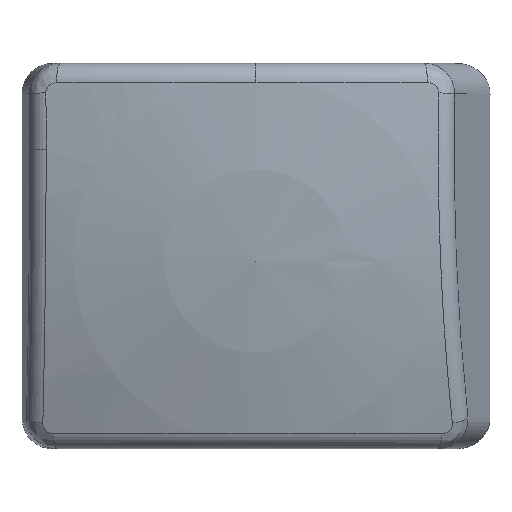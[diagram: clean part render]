
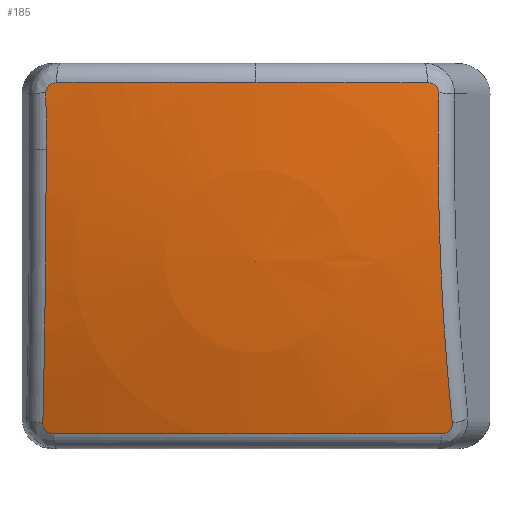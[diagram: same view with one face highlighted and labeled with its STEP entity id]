
A CAD part, top view. The second image highlights one B-rep face of the part: STEP entity #185.
In plain terms, the highlighted spherical face has radius 52.511 mm.
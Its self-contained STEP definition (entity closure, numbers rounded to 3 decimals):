
#27=CARTESIAN_POINT('',(233.102,-76.888,-44.056));
#28=DIRECTION('',(0.,-0.105,0.995));
#29=DIRECTION('',(1.,0.,0.));
#30=AXIS2_PLACEMENT_3D('',#27,#28,#29);
#31=SPHERICAL_SURFACE('',#30,52.511);
#32=CARTESIAN_POINT('',(233.102,-82.376,8.167));
#33=VERTEX_POINT('',#32);
#34=CARTESIAN_POINT('',(242.146,-82.294,7.387));
#35=VERTEX_POINT('',#34);
#36=CARTESIAN_POINT('',(233.102,-76.888,-44.056));
#37=DIRECTION('',(-0.,0.995,0.105));
#38=DIRECTION('',(1.,0.,0.));
#39=AXIS2_PLACEMENT_3D('',#36,#37,#38);
#40=CIRCLE('',#39,52.511);
#41=EDGE_CURVE('',#33,#35,#40,.T.);
#42=ORIENTED_EDGE('',*,*,#41,.T.);
#43=CARTESIAN_POINT('',(242.065,-74.12,7.61));
#44=VERTEX_POINT('',#43);
#45=CARTESIAN_POINT('',(257.622,-76.888,-35.132));
#46=DIRECTION('',(-0.94,-0.,-0.342));
#47=DIRECTION('',(0.342,0.,-0.94));
#48=AXIS2_PLACEMENT_3D('',#45,#46,#47);
#49=CIRCLE('',#48,45.569);
#50=EDGE_CURVE('',#35,#44,#49,.T.);
#51=ORIENTED_EDGE('',*,*,#50,.T.);
#52=CARTESIAN_POINT('',(241.499,-73.61,7.675));
#53=VERTEX_POINT('',#52);
#54=CARTESIAN_POINT('',(242.065,-74.12,7.61));
#55=CARTESIAN_POINT('',(242.066,-74.048,7.606));
#56=CARTESIAN_POINT('',(242.05,-73.977,7.605));
#57=CARTESIAN_POINT('',(242.02,-73.913,7.606));
#58=CARTESIAN_POINT('',(242.004,-73.881,7.607));
#59=CARTESIAN_POINT('',(241.985,-73.851,7.609));
#60=CARTESIAN_POINT('',(241.963,-73.824,7.611));
#61=CARTESIAN_POINT('',(241.941,-73.796,7.613));
#62=CARTESIAN_POINT('',(241.916,-73.77,7.616));
#63=CARTESIAN_POINT('',(241.889,-73.747,7.619));
#64=CARTESIAN_POINT('',(241.835,-73.702,7.625));
#65=CARTESIAN_POINT('',(241.772,-73.667,7.634));
#66=CARTESIAN_POINT('',(241.706,-73.645,7.643));
#67=CARTESIAN_POINT('',(241.639,-73.622,7.653));
#68=CARTESIAN_POINT('',(241.569,-73.61,7.664));
#69=CARTESIAN_POINT('',(241.499,-73.61,7.675));
#70=B_SPLINE_CURVE_WITH_KNOTS('',3,(#54,#55,#56,#57,#58,#59,#60,#61,#62,#63,#64,#65,#66,#67,#68,#69),.UNSPECIFIED.,.F.,.F.,(4,3,3,3,3,4),(0.002,0.002,0.002,0.002,0.002,0.003),.UNSPECIFIED.);
#71=EDGE_CURVE('',#44,#53,#70,.T.);
#72=ORIENTED_EDGE('',*,*,#71,.T.);
#73=CARTESIAN_POINT('',(233.102,-73.61,8.352));
#74=VERTEX_POINT('',#73);
#75=CARTESIAN_POINT('',(233.102,-73.61,-44.056));
#76=DIRECTION('',(-0.,-1.,-0.));
#77=DIRECTION('',(0.,-0.,1.));
#78=AXIS2_PLACEMENT_3D('',#75,#76,#77);
#79=CIRCLE('',#78,52.409);
#80=EDGE_CURVE('',#53,#74,#79,.T.);
#81=ORIENTED_EDGE('',*,*,#80,.T.);
#82=CARTESIAN_POINT('',(223.326,-73.61,7.433));
#83=VERTEX_POINT('',#82);
#84=CARTESIAN_POINT('',(233.102,-73.61,-44.056));
#85=DIRECTION('',(-0.,-1.,-0.));
#86=DIRECTION('',(0.,-0.,1.));
#87=AXIS2_PLACEMENT_3D('',#84,#85,#86);
#88=CIRCLE('',#87,52.409);
#89=EDGE_CURVE('',#74,#83,#88,.T.);
#90=ORIENTED_EDGE('',*,*,#89,.T.);
#91=CARTESIAN_POINT('',(222.808,-74.12,7.362));
#92=VERTEX_POINT('',#91);
#93=CARTESIAN_POINT('',(223.326,-73.61,7.433));
#94=CARTESIAN_POINT('',(223.259,-73.61,7.42));
#95=CARTESIAN_POINT('',(223.192,-73.623,7.408));
#96=CARTESIAN_POINT('',(223.13,-73.648,7.397));
#97=CARTESIAN_POINT('',(223.068,-73.673,7.387));
#98=CARTESIAN_POINT('',(223.01,-73.71,7.378));
#99=CARTESIAN_POINT('',(222.962,-73.756,7.371));
#100=CARTESIAN_POINT('',(222.913,-73.803,7.365));
#101=CARTESIAN_POINT('',(222.874,-73.86,7.36));
#102=CARTESIAN_POINT('',(222.848,-73.922,7.358));
#103=CARTESIAN_POINT('',(222.821,-73.984,7.357));
#104=CARTESIAN_POINT('',(222.807,-74.053,7.358));
#105=CARTESIAN_POINT('',(222.808,-74.12,7.362));
#106=B_SPLINE_CURVE_WITH_KNOTS('',3,(#93,#94,#95,#96,#97,#98,#99,#100,#101,#102,#103,#104,#105),.UNSPECIFIED.,.F.,.F.,(4,3,3,3,4),(0.002,0.002,0.002,0.002,0.002),.UNSPECIFIED.);
#107=EDGE_CURVE('',#83,#92,#106,.T.);
#108=ORIENTED_EDGE('',*,*,#107,.T.);
#109=CARTESIAN_POINT('',(222.814,-76.888,7.437));
#110=VERTEX_POINT('',#109);
#111=CARTESIAN_POINT('',(218.422,-76.888,-42.772));
#112=DIRECTION('',(0.996,-0.,-0.087));
#113=DIRECTION('',(0.087,0.,0.996));
#114=AXIS2_PLACEMENT_3D('',#111,#112,#113);
#115=CIRCLE('',#114,50.401);
#116=EDGE_CURVE('',#92,#110,#115,.T.);
#117=ORIENTED_EDGE('',*,*,#116,.T.);
#118=CARTESIAN_POINT('',(222.656,-90.306,5.625));
#119=VERTEX_POINT('',#118);
#120=CARTESIAN_POINT('',(218.422,-76.888,-42.772));
#121=DIRECTION('',(0.996,-0.,-0.087));
#122=DIRECTION('',(0.087,0.,0.996));
#123=AXIS2_PLACEMENT_3D('',#120,#121,#122);
#124=CIRCLE('',#123,50.401);
#125=EDGE_CURVE('',#110,#119,#124,.T.);
#126=ORIENTED_EDGE('',*,*,#125,.T.);
#127=CARTESIAN_POINT('',(223.164,-90.815,5.589));
#128=VERTEX_POINT('',#127);
#129=CARTESIAN_POINT('',(222.656,-90.306,5.625));
#130=CARTESIAN_POINT('',(222.654,-90.371,5.607));
#131=CARTESIAN_POINT('',(222.666,-90.438,5.592));
#132=CARTESIAN_POINT('',(222.69,-90.5,5.58));
#133=CARTESIAN_POINT('',(222.715,-90.561,5.568));
#134=CARTESIAN_POINT('',(222.753,-90.619,5.56));
#135=CARTESIAN_POINT('',(222.8,-90.667,5.557));
#136=CARTESIAN_POINT('',(222.848,-90.714,5.553));
#137=CARTESIAN_POINT('',(222.906,-90.752,5.555));
#138=CARTESIAN_POINT('',(222.968,-90.777,5.56));
#139=CARTESIAN_POINT('',(223.031,-90.803,5.566));
#140=CARTESIAN_POINT('',(223.097,-90.815,5.576));
#141=CARTESIAN_POINT('',(223.164,-90.815,5.589));
#142=B_SPLINE_CURVE_WITH_KNOTS('',3,(#129,#130,#131,#132,#133,#134,#135,#136,#137,#138,#139,#140,#141),.UNSPECIFIED.,.F.,.F.,(4,3,3,3,4),(0.,0.,0.,0.001,0.001),.UNSPECIFIED.);
#143=EDGE_CURVE('',#119,#128,#142,.T.);
#144=ORIENTED_EDGE('',*,*,#143,.T.);
#145=CARTESIAN_POINT('',(242.199,-90.815,5.75));
#146=VERTEX_POINT('',#145);
#147=CARTESIAN_POINT('',(233.102,-90.815,-44.056));
#148=DIRECTION('',(-0.,1.,-0.));
#149=DIRECTION('',(0.,0.,-1.));
#150=AXIS2_PLACEMENT_3D('',#147,#148,#149);
#151=CIRCLE('',#150,50.631);
#152=EDGE_CURVE('',#128,#146,#151,.T.);
#153=ORIENTED_EDGE('',*,*,#152,.T.);
#154=CARTESIAN_POINT('',(242.727,-90.306,5.791));
#155=VERTEX_POINT('',#154);
#156=CARTESIAN_POINT('',(242.199,-90.815,5.75));
#157=CARTESIAN_POINT('',(242.269,-90.815,5.737));
#158=CARTESIAN_POINT('',(242.338,-90.804,5.727));
#159=CARTESIAN_POINT('',(242.404,-90.782,5.722));
#160=CARTESIAN_POINT('',(242.47,-90.759,5.716));
#161=CARTESIAN_POINT('',(242.532,-90.723,5.714));
#162=CARTESIAN_POINT('',(242.584,-90.676,5.717));
#163=CARTESIAN_POINT('',(242.636,-90.629,5.72));
#164=CARTESIAN_POINT('',(242.677,-90.57,5.728));
#165=CARTESIAN_POINT('',(242.701,-90.506,5.741));
#166=CARTESIAN_POINT('',(242.714,-90.474,5.748));
#167=CARTESIAN_POINT('',(242.722,-90.44,5.755));
#168=CARTESIAN_POINT('',(242.726,-90.407,5.764));
#169=CARTESIAN_POINT('',(242.73,-90.373,5.772));
#170=CARTESIAN_POINT('',(242.731,-90.339,5.781));
#171=CARTESIAN_POINT('',(242.727,-90.306,5.791));
#172=B_SPLINE_CURVE_WITH_KNOTS('',3,(#156,#157,#158,#159,#160,#161,#162,#163,#164,#165,#166,#167,#168,#169,#170,#171),.UNSPECIFIED.,.F.,.F.,(4,3,3,3,3,4),(0.,0.,0.,0.001,0.001,0.001),.UNSPECIFIED.);
#173=EDGE_CURVE('',#146,#155,#172,.T.);
#174=ORIENTED_EDGE('',*,*,#173,.T.);
#175=CARTESIAN_POINT('',(257.622,-76.888,-35.132));
#176=DIRECTION('',(-0.94,-0.,-0.342));
#177=DIRECTION('',(0.342,0.,-0.94));
#178=AXIS2_PLACEMENT_3D('',#175,#176,#177);
#179=CIRCLE('',#178,45.569);
#180=EDGE_CURVE('',#155,#35,#179,.T.);
#181=ORIENTED_EDGE('',*,*,#180,.T.);
#182=ORIENTED_EDGE('',*,*,#41,.F.);
#183=EDGE_LOOP('',(#42,#51,#72,#81,#90,#108,#117,#126,#144,#153,#174,#181,#182));
#184=FACE_BOUND('',#183,.T.);
#185=ADVANCED_FACE('',(#184),#31,.T.);
